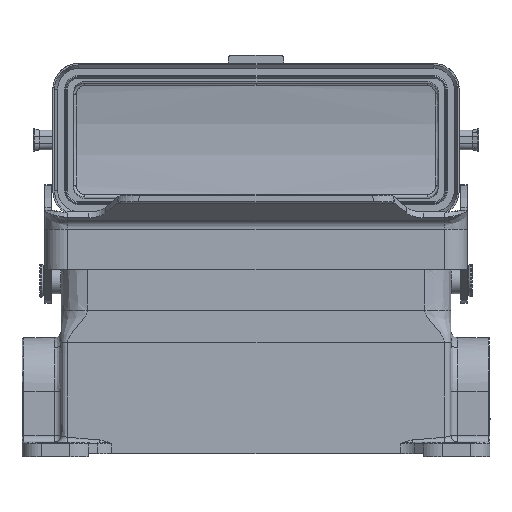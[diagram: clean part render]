
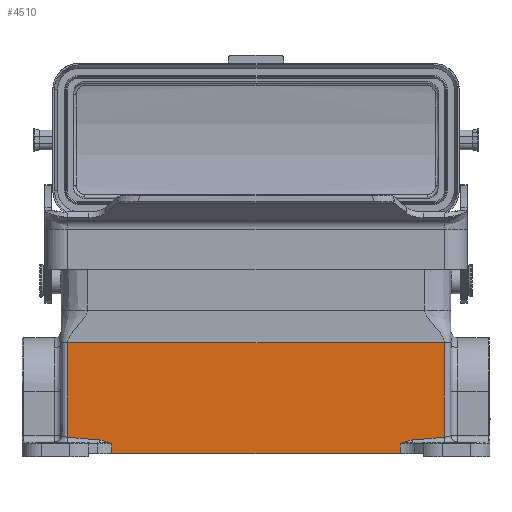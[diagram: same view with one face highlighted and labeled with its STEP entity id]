
A CAD part, front view. The second image highlights one B-rep face of the part: STEP entity #4510.
In plain terms, the highlighted planar face has unit normal (0, -1, 0).
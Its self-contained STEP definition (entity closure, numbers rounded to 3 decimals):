
#627=PLANE('',#15828);
#1237=FACE_OUTER_BOUND('',#6025,.T.);
#2493=LINE('',#27612,#3577);
#2495=LINE('',#27635,#3579);
#2496=LINE('',#27638,#3580);
#2497=LINE('',#27657,#3581);
#3577=VECTOR('',#18532,1.);
#3579=VECTOR('',#18536,1.);
#3580=VECTOR('',#18537,1.);
#3581=VECTOR('',#18538,1.);
#4510=ADVANCED_FACE('',(#1237),#627,.T.);
#5148=B_SPLINE_CURVE_WITH_KNOTS('',3,(#27416,#27417,#27418,#27419,#27420,
#27421,#27422),.UNSPECIFIED.,.F.,.F.,(4,1,1,1,4),(0.,0.26,
0.516,0.76,1.),.UNSPECIFIED.);
#5149=B_SPLINE_CURVE_WITH_KNOTS('',3,(#27446,#27447,#27448,#27449),
 .UNSPECIFIED.,.F.,.F.,(4,4),(0.,1.),.UNSPECIFIED.);
#5150=B_SPLINE_CURVE_WITH_KNOTS('',3,(#27520,#27521,#27522,#27523),
 .UNSPECIFIED.,.F.,.F.,(4,4),(0.,1.),.UNSPECIFIED.);
#5153=B_SPLINE_CURVE_WITH_KNOTS('',3,(#27640,#27641,#27642,#27643,#27644,
#27645,#27646),.UNSPECIFIED.,.F.,.F.,(4,1,1,1,4),(0.,0.24,
0.484,0.74,1.),.UNSPECIFIED.);
#5154=B_SPLINE_CURVE_WITH_KNOTS('',3,(#27648,#27649,#27650,#27651),
 .UNSPECIFIED.,.F.,.F.,(4,4),(0.,1.),.UNSPECIFIED.);
#5155=B_SPLINE_CURVE_WITH_KNOTS('',3,(#27653,#27654,#27655,#27656),
 .UNSPECIFIED.,.F.,.F.,(4,4),(0.,1.),.UNSPECIFIED.);
#6025=EDGE_LOOP('',(#8770,#8771,#8772,#8773,#8774,#8775,#8776,#8777,#8778,
#8779));
#8770=ORIENTED_EDGE('',*,*,#13470,.T.);
#8771=ORIENTED_EDGE('',*,*,#13471,.T.);
#8772=ORIENTED_EDGE('',*,*,#13472,.T.);
#8773=ORIENTED_EDGE('',*,*,#13473,.T.);
#8774=ORIENTED_EDGE('',*,*,#13474,.T.);
#8775=ORIENTED_EDGE('',*,*,#13467,.F.);
#8776=ORIENTED_EDGE('',*,*,#13463,.T.);
#8777=ORIENTED_EDGE('',*,*,#13460,.T.);
#8778=ORIENTED_EDGE('',*,*,#13458,.T.);
#8779=ORIENTED_EDGE('',*,*,#13475,.T.);
#11645=VERTEX_POINT('',#27383);
#11646=VERTEX_POINT('',#27423);
#11647=VERTEX_POINT('',#27450);
#11648=VERTEX_POINT('',#27524);
#11650=VERTEX_POINT('',#27613);
#11652=VERTEX_POINT('',#27636);
#11653=VERTEX_POINT('',#27637);
#11654=VERTEX_POINT('',#27639);
#11655=VERTEX_POINT('',#27647);
#11656=VERTEX_POINT('',#27652);
#13458=EDGE_CURVE('',#11646,#11645,#5148,.T.);
#13460=EDGE_CURVE('',#11647,#11646,#5149,.T.);
#13463=EDGE_CURVE('',#11648,#11647,#5150,.T.);
#13467=EDGE_CURVE('',#11648,#11650,#2493,.T.);
#13470=EDGE_CURVE('',#11652,#11653,#2495,.T.);
#13471=EDGE_CURVE('',#11653,#11654,#2496,.T.);
#13472=EDGE_CURVE('',#11654,#11655,#5153,.T.);
#13473=EDGE_CURVE('',#11655,#11656,#5154,.T.);
#13474=EDGE_CURVE('',#11656,#11650,#5155,.T.);
#13475=EDGE_CURVE('',#11645,#11652,#2497,.T.);
#15828=AXIS2_PLACEMENT_3D('',#27658,#18539,#18540);
#18532=DIRECTION('',(1.,0.,0.));
#18536=DIRECTION('',(1.,0.,0.));
#18537=DIRECTION('',(0.,0.,1.));
#18538=DIRECTION('',(0.,0.,-1.));
#18539=DIRECTION('',(0.,-1.,0.));
#18540=DIRECTION('',(0.,0.,1.));
#27383=CARTESIAN_POINT('',(-106.723,-9.477,-6.499));
#27416=CARTESIAN_POINT('',(-110.43,-9.477,-5.339));
#27417=CARTESIAN_POINT('',(-110.092,-9.477,-5.356));
#27418=CARTESIAN_POINT('',(-109.428,-9.477,-5.468));
#27419=CARTESIAN_POINT('',(-108.483,-9.477,-5.767));
#27420=CARTESIAN_POINT('',(-107.588,-9.477,-6.126));
#27421=CARTESIAN_POINT('',(-107.01,-9.477,-6.377));
#27422=CARTESIAN_POINT('',(-106.723,-9.477,-6.499));
#27423=CARTESIAN_POINT('',(-110.43,-9.477,-5.339));
#27446=CARTESIAN_POINT('',(-120.208,-9.477,-4.499));
#27447=CARTESIAN_POINT('',(-116.967,-9.477,-4.877));
#27448=CARTESIAN_POINT('',(-113.704,-9.477,-5.158));
#27449=CARTESIAN_POINT('',(-110.43,-9.477,-5.339));
#27450=CARTESIAN_POINT('',(-120.208,-9.477,-4.499));
#27520=CARTESIAN_POINT('',(-120.208,-9.477,24.501));
#27521=CARTESIAN_POINT('',(-120.208,-9.477,14.834));
#27522=CARTESIAN_POINT('',(-120.208,-9.477,5.167));
#27523=CARTESIAN_POINT('',(-120.208,-9.477,-4.499));
#27524=CARTESIAN_POINT('',(-120.208,-9.477,24.501));
#27612=CARTESIAN_POINT('',(-120.208,-9.477,24.501));
#27613=CARTESIAN_POINT('',(-4.708,-9.477,24.501));
#27635=CARTESIAN_POINT('',(-106.723,-9.477,-9.499));
#27636=CARTESIAN_POINT('',(-106.723,-9.477,-9.499));
#27637=CARTESIAN_POINT('',(-18.193,-9.477,-9.499));
#27638=CARTESIAN_POINT('',(-18.193,-9.477,-9.499));
#27639=CARTESIAN_POINT('',(-18.193,-9.477,-6.499));
#27640=CARTESIAN_POINT('',(-18.193,-9.477,-6.499));
#27641=CARTESIAN_POINT('',(-17.906,-9.477,-6.377));
#27642=CARTESIAN_POINT('',(-17.328,-9.477,-6.126));
#27643=CARTESIAN_POINT('',(-16.433,-9.477,-5.767));
#27644=CARTESIAN_POINT('',(-15.488,-9.477,-5.468));
#27645=CARTESIAN_POINT('',(-14.824,-9.477,-5.356));
#27646=CARTESIAN_POINT('',(-14.486,-9.477,-5.339));
#27647=CARTESIAN_POINT('',(-14.486,-9.477,-5.339));
#27648=CARTESIAN_POINT('',(-14.486,-9.477,-5.339));
#27649=CARTESIAN_POINT('',(-11.212,-9.477,-5.158));
#27650=CARTESIAN_POINT('',(-7.948,-9.477,-4.877));
#27651=CARTESIAN_POINT('',(-4.708,-9.477,-4.499));
#27652=CARTESIAN_POINT('',(-4.708,-9.477,-4.499));
#27653=CARTESIAN_POINT('',(-4.708,-9.477,-4.499));
#27654=CARTESIAN_POINT('',(-4.708,-9.477,5.167));
#27655=CARTESIAN_POINT('',(-4.708,-9.477,14.834));
#27656=CARTESIAN_POINT('',(-4.708,-9.477,24.501));
#27657=CARTESIAN_POINT('',(-106.723,-9.477,-6.499));
#27658=CARTESIAN_POINT('',(-2.508,-9.477,-10.699));
